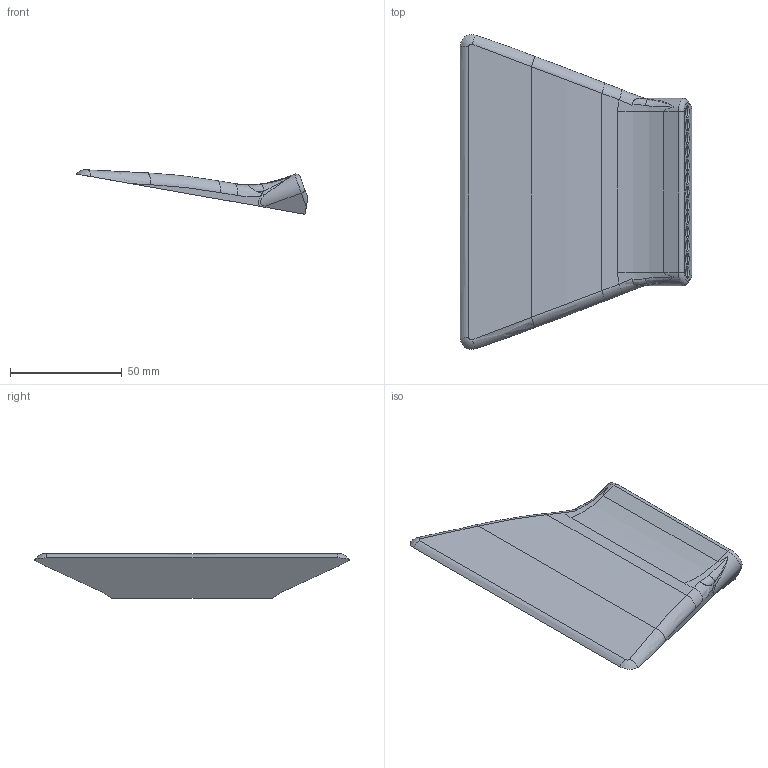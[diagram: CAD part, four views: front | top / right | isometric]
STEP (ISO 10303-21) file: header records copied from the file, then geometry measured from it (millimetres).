
FILE_DESCRIPTION(/* description */ ('STEP AP242','CAx-IF Rec.Pracs.---Representation and Presentation of Product Manufacturing Information (PMI)---4.0---2014-10-13','CAx-IF Rec.Pracs.---3D Tessellated Geometry---0.4---2014-09-14','2;1'),/* implementation_level */ '2;1');
FILE_NAME(/* name */ '67ac8851d279851acc951575',/* time_stamp */ '2025-02-12T11:38:58Z',/* author */ (''),/* organization */ (''),/* preprocessor_version */ 'ST-DEVELOPER v20',/* originating_system */ 'ONSHAPE BY PTC INC, 1.193',/* authorisation */ ' ');
FILE_SCHEMA (('AP242_MANAGED_MODEL_BASED_3D_ENGINEERING_MIM_LF { 1 0 10303 442 1 1 4 }'));
Length unit declared in the file: metre
Products named in the file (1): Wrist Rest
Bounding box: 103.8 x 141.1 x 19.98 mm (x, y, z)
Volume: 78907.4 mm3; surface area: 25465.6 mm2
Topology: 1 solids, 1 shells, 83 faces, 181 edges, 111 vertices
Faces by surface type: plane 25, bspline 23, cylinder 20, cone 13, torus 2
Full cylindrical faces by diameter (mm): 4.3 x13
Entity records: 4773 total; most frequent: CARTESIAN_POINT 3214, ORIENTED_EDGE 306, DIRECTION 264, EDGE_CURVE 153, EDGE_LOOP 122, FACE_BOUND 122, AXIS2_PLACEMENT_3D 118, VERTEX_POINT 111
